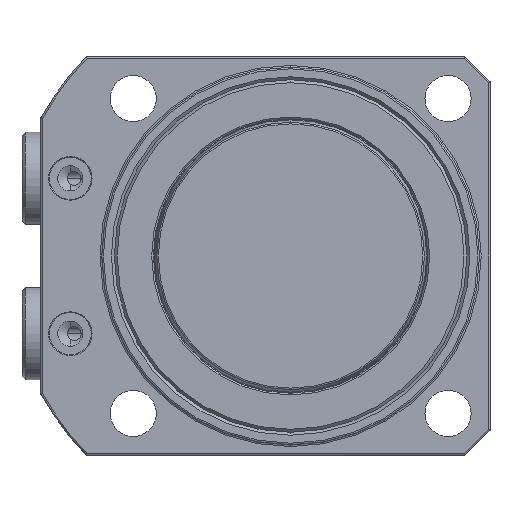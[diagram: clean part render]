
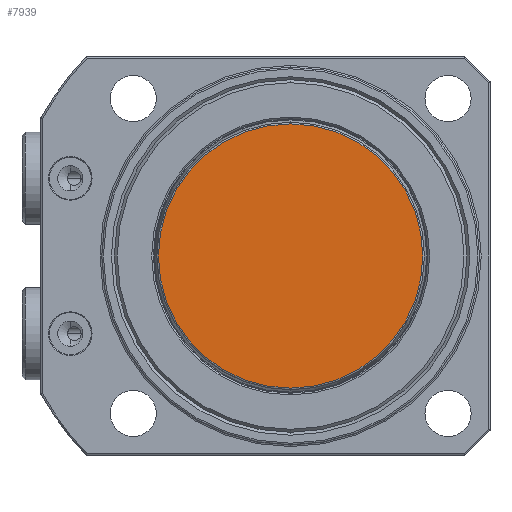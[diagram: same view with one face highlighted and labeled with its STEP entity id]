
A CAD part, front view. The second image highlights one B-rep face of the part: STEP entity #7939.
In plain terms, the highlighted planar face has unit normal (0, -1, 0).
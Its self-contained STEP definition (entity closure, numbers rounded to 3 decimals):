
#2674 = VERTEX_POINT ( 'NONE', #6411 ) ;
#2682 = VERTEX_POINT ( 'NONE', #6419 ) ;
#2868 = EDGE_LOOP ( 'NONE', ( #3816, #3814 ) ) ;
#3440 = AXIS2_PLACEMENT_3D ( 'NONE', #6131, #6132, #6133 ) ;
#3445 = FACE_OUTER_BOUND ( 'NONE', #2868, .T. ) ;
#3814 = ORIENTED_EDGE ( 'NONE', *, *, #6958, .T. ) ;
#3816 = ORIENTED_EDGE ( 'NONE', *, *, #6968, .T. ) ;
#5526 = AXIS2_PLACEMENT_3D ( 'NONE', #6828, #6829, #6830 ) ;
#5535 = AXIS2_PLACEMENT_3D ( 'NONE', #6858, #6859, #6860 ) ;
#6130 = PLANE ( 'NONE',  #3440 ) ;
#6131 = CARTESIAN_POINT ( 'NONE',  ( 31.772, 0., 0. ) ) ;
#6132 = DIRECTION ( 'NONE',  ( 0., 1., 0. ) ) ;
#6133 = DIRECTION ( 'NONE',  ( 0., 0., 1. ) ) ;
#6411 = CARTESIAN_POINT ( 'NONE',  ( 0., 0., 31.492 ) ) ;
#6419 = CARTESIAN_POINT ( 'NONE',  ( 0., 0., -31.492 ) ) ;
#6828 = CARTESIAN_POINT ( 'NONE',  ( 0., 0., 0. ) ) ;
#6829 = DIRECTION ( 'NONE',  ( 0., -1., 0. ) ) ;
#6830 = DIRECTION ( 'NONE',  ( 0., 0., 1. ) ) ;
#6858 = CARTESIAN_POINT ( 'NONE',  ( 0., 0., 0. ) ) ;
#6859 = DIRECTION ( 'NONE',  ( 0., -1., 0. ) ) ;
#6860 = DIRECTION ( 'NONE',  ( 0., 0., 1. ) ) ;
#6958 = EDGE_CURVE ( 'NONE', #2682, #2674, #7676, .T. ) ;
#6968 = EDGE_CURVE ( 'NONE', #2674, #2682, #7670, .T. ) ;
#7670 = CIRCLE ( 'NONE', #5535, 31.492 ) ;
#7676 = CIRCLE ( 'NONE', #5526, 31.492 ) ;
#7939 = ADVANCED_FACE ( 'NONE', ( #3445 ), #6130, .F. ) ;
